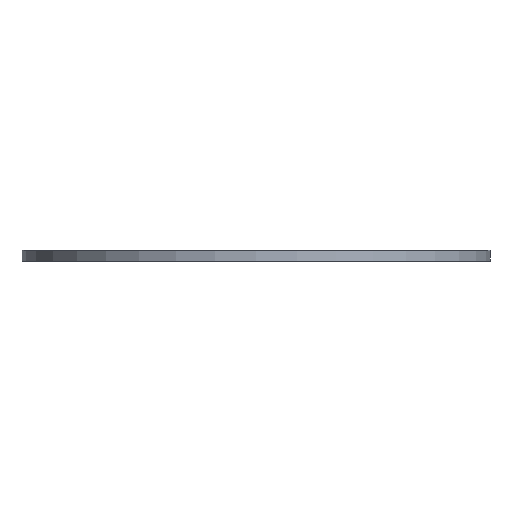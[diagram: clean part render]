
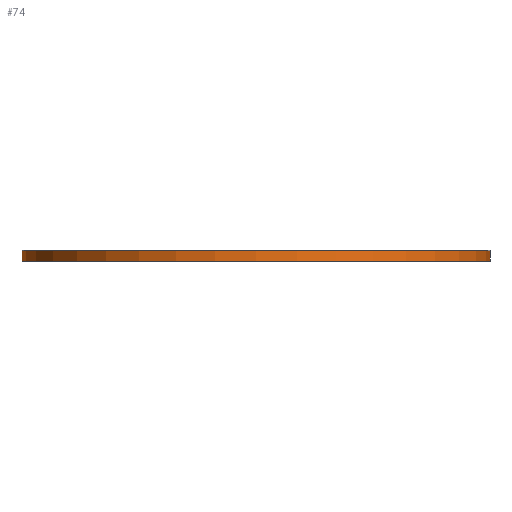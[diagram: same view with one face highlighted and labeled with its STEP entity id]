
A CAD part, front view. The second image highlights one B-rep face of the part: STEP entity #74.
In plain terms, the highlighted cylindrical face has radius 208.61 mm (diameter 417.22 mm), a full revolution.
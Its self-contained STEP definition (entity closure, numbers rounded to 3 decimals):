
#38=CYLINDRICAL_SURFACE('',#661,208.61);
#74=ADVANCED_FACE('',(#175,#176),#38,.T.);
#175=FACE_BOUND('',#272,.T.);
#176=FACE_BOUND('',#273,.T.);
#272=EDGE_LOOP('',(#377));
#273=EDGE_LOOP('',(#378));
#377=ORIENTED_EDGE('',*,*,#555,.T.);
#378=ORIENTED_EDGE('',*,*,#556,.T.);
#495=VERTEX_POINT('',#1017);
#496=VERTEX_POINT('',#1019);
#555=EDGE_CURVE('',#495,#495,#608,.T.);
#556=EDGE_CURVE('',#496,#496,#609,.T.);
#608=CIRCLE('',#659,208.61);
#609=CIRCLE('',#660,208.61);
#659=AXIS2_PLACEMENT_3D('',#1016,#791,#792);
#660=AXIS2_PLACEMENT_3D('',#1018,#793,#794);
#661=AXIS2_PLACEMENT_3D('',#1020,#795,#796);
#791=DIRECTION('',(0.,0.,-1.));
#792=DIRECTION('',(1.,0.,0.));
#793=DIRECTION('',(0.,0.,1.));
#794=DIRECTION('',(-1.,0.,0.));
#795=DIRECTION('',(0.,0.,1.));
#796=DIRECTION('',(1.,0.,0.));
#1016=CARTESIAN_POINT('',(0.,0.,9.8));
#1017=CARTESIAN_POINT('',(208.61,0.,9.8));
#1018=CARTESIAN_POINT('',(0.,0.,0.45));
#1019=CARTESIAN_POINT('',(-208.61,0.,0.45));
#1020=CARTESIAN_POINT('',(0.,0.,0.));
